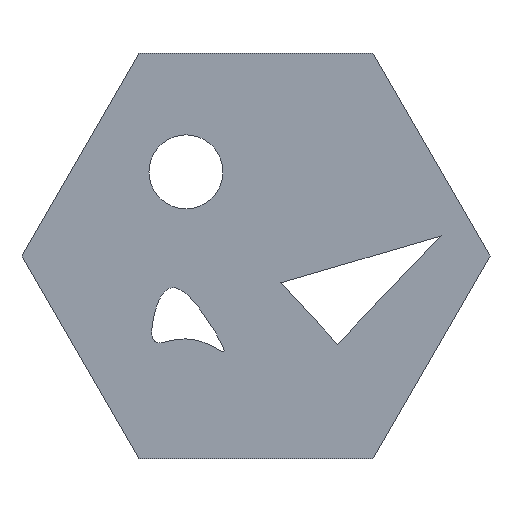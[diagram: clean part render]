
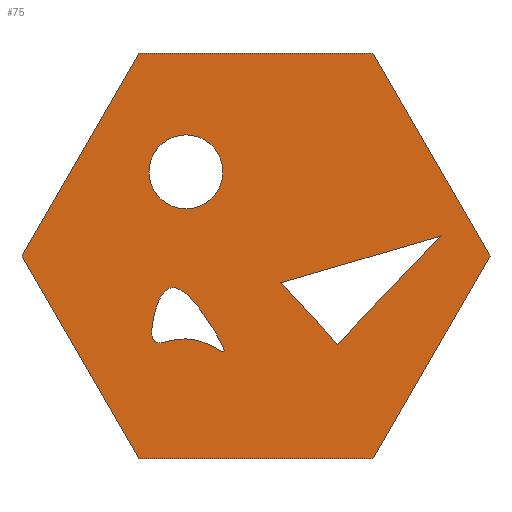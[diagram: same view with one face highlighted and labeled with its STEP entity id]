
A CAD part, top view. The second image highlights one B-rep face of the part: STEP entity #75.
In plain terms, the highlighted planar face has unit normal (0, 0, -1).
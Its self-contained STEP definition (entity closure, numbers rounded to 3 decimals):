
#13=B_SPLINE_CURVE_WITH_KNOTS('',5,(#137,#138,#139,#140,#141,#142,#143,
#144,#145,#146),.UNSPECIFIED.,.T.,.F.,(6,1,1,1,1,6),(0.,0.217,
0.382,0.582,0.747,1.),.UNSPECIFIED.);
#14=CIRCLE('',#98,7.902);
#15=FACE_BOUND('',#20,.T.);
#16=FACE_BOUND('',#21,.T.);
#17=FACE_BOUND('',#22,.T.);
#18=FACE_OUTER_BOUND('',#19,.T.);
#19=EDGE_LOOP('',(#63,#64,#65,#66,#67,#68));
#20=EDGE_LOOP('',(#69,#70,#71));
#21=EDGE_LOOP('',(#72));
#22=EDGE_LOOP('',(#73));
#23=LINE('',#118,#32);
#24=LINE('',#120,#33);
#25=LINE('',#122,#34);
#26=LINE('',#124,#35);
#27=LINE('',#126,#36);
#28=LINE('',#127,#37);
#29=LINE('',#130,#38);
#30=LINE('',#132,#39);
#31=LINE('',#133,#40);
#32=VECTOR('',#103,10.);
#33=VECTOR('',#104,10.);
#34=VECTOR('',#105,10.);
#35=VECTOR('',#106,10.);
#36=VECTOR('',#107,10.);
#37=VECTOR('',#108,10.);
#38=VECTOR('',#109,10.);
#39=VECTOR('',#110,10.);
#40=VECTOR('',#111,10.);
#41=VERTEX_POINT('',#116);
#42=VERTEX_POINT('',#117);
#43=VERTEX_POINT('',#119);
#44=VERTEX_POINT('',#121);
#45=VERTEX_POINT('',#123);
#46=VERTEX_POINT('',#125);
#47=VERTEX_POINT('',#128);
#48=VERTEX_POINT('',#129);
#49=VERTEX_POINT('',#131);
#50=VERTEX_POINT('',#134);
#51=VERTEX_POINT('',#136);
#52=EDGE_CURVE('',#41,#42,#23,.T.);
#53=EDGE_CURVE('',#42,#43,#24,.T.);
#54=EDGE_CURVE('',#43,#44,#25,.T.);
#55=EDGE_CURVE('',#44,#45,#26,.T.);
#56=EDGE_CURVE('',#45,#46,#27,.T.);
#57=EDGE_CURVE('',#46,#41,#28,.T.);
#58=EDGE_CURVE('',#47,#48,#29,.T.);
#59=EDGE_CURVE('',#48,#49,#30,.T.);
#60=EDGE_CURVE('',#49,#47,#31,.T.);
#61=EDGE_CURVE('',#50,#50,#14,.T.);
#62=EDGE_CURVE('',#51,#51,#13,.T.);
#63=ORIENTED_EDGE('',*,*,#52,.T.);
#64=ORIENTED_EDGE('',*,*,#53,.T.);
#65=ORIENTED_EDGE('',*,*,#54,.T.);
#66=ORIENTED_EDGE('',*,*,#55,.T.);
#67=ORIENTED_EDGE('',*,*,#56,.T.);
#68=ORIENTED_EDGE('',*,*,#57,.T.);
#69=ORIENTED_EDGE('',*,*,#58,.T.);
#70=ORIENTED_EDGE('',*,*,#59,.T.);
#71=ORIENTED_EDGE('',*,*,#60,.T.);
#72=ORIENTED_EDGE('',*,*,#61,.T.);
#73=ORIENTED_EDGE('',*,*,#62,.T.);
#74=PLANE('',#97);
#75=ADVANCED_FACE('',(#18,#15,#16,#17),#74,.F.);
#97=AXIS2_PLACEMENT_3D('',#115,#101,#102);
#98=AXIS2_PLACEMENT_3D('',#135,#112,#113);
#101=DIRECTION('center_axis',(0.,0.,1.));
#102=DIRECTION('ref_axis',(1.,0.,0.));
#103=DIRECTION('',(1.,0.,0.));
#104=DIRECTION('',(0.5,-0.866,0.));
#105=DIRECTION('',(-0.5,-0.866,0.));
#106=DIRECTION('',(-1.,0.,0.));
#107=DIRECTION('',(-0.5,0.866,0.));
#108=DIRECTION('',(0.5,0.866,0.));
#109=DIRECTION('',(-0.96,-0.281,0.));
#110=DIRECTION('',(0.681,-0.732,0.));
#111=DIRECTION('',(0.692,0.722,0.));
#112=DIRECTION('center_axis',(0.,0.,1.));
#113=DIRECTION('ref_axis',(-1.,0.,0.));
#115=CARTESIAN_POINT('Origin',(0.,0.,0.));
#116=CARTESIAN_POINT('',(-25.,43.301,0.));
#117=CARTESIAN_POINT('',(25.,43.301,0.));
#118=CARTESIAN_POINT('',(-25.,43.301,0.));
#119=CARTESIAN_POINT('',(50.,0.,0.));
#120=CARTESIAN_POINT('',(25.,43.301,0.));
#121=CARTESIAN_POINT('',(25.,-43.301,0.));
#122=CARTESIAN_POINT('',(50.,0.,0.));
#123=CARTESIAN_POINT('',(-25.,-43.301,0.));
#124=CARTESIAN_POINT('',(25.,-43.301,0.));
#125=CARTESIAN_POINT('',(-50.,0.,0.));
#126=CARTESIAN_POINT('',(-25.,-43.301,0.));
#127=CARTESIAN_POINT('',(-50.,0.,0.));
#128=CARTESIAN_POINT('',(39.595,4.3,0.));
#129=CARTESIAN_POINT('',(5.269,-5.747,0.));
#130=CARTESIAN_POINT('',(3.617,-6.23,0.));
#131=CARTESIAN_POINT('',(17.421,-18.81,0.));
#132=CARTESIAN_POINT('',(8.689,-9.424,0.));
#133=CARTESIAN_POINT('',(29.031,-6.71,0.));
#134=CARTESIAN_POINT('',(-7.063,17.975,0.));
#135=CARTESIAN_POINT('Origin',(-14.965,17.975,0.));
#136=CARTESIAN_POINT('',(-21.523,-11.607,0.));
#137=CARTESIAN_POINT('Ctrl Pts',(-21.523,-11.607,0.));
#138=CARTESIAN_POINT('Ctrl Pts',(-22.18,-13.851,0.));
#139=CARTESIAN_POINT('Ctrl Pts',(-22.767,-18.02,0.));
#140=CARTESIAN_POINT('Ctrl Pts',(-21.963,-21.527,0.));
#141=CARTESIAN_POINT('Ctrl Pts',(-12.758,-11.031,0.));
#142=CARTESIAN_POINT('Ctrl Pts',(-0.265,-31.461,0.));
#143=CARTESIAN_POINT('Ctrl Pts',(-14.254,-4.314,0.));
#144=CARTESIAN_POINT('Ctrl Pts',(-18.757,-4.935,0.));
#145=CARTESIAN_POINT('Ctrl Pts',(-20.755,-8.984,0.));
#146=CARTESIAN_POINT('Ctrl Pts',(-21.523,-11.607,0.));
